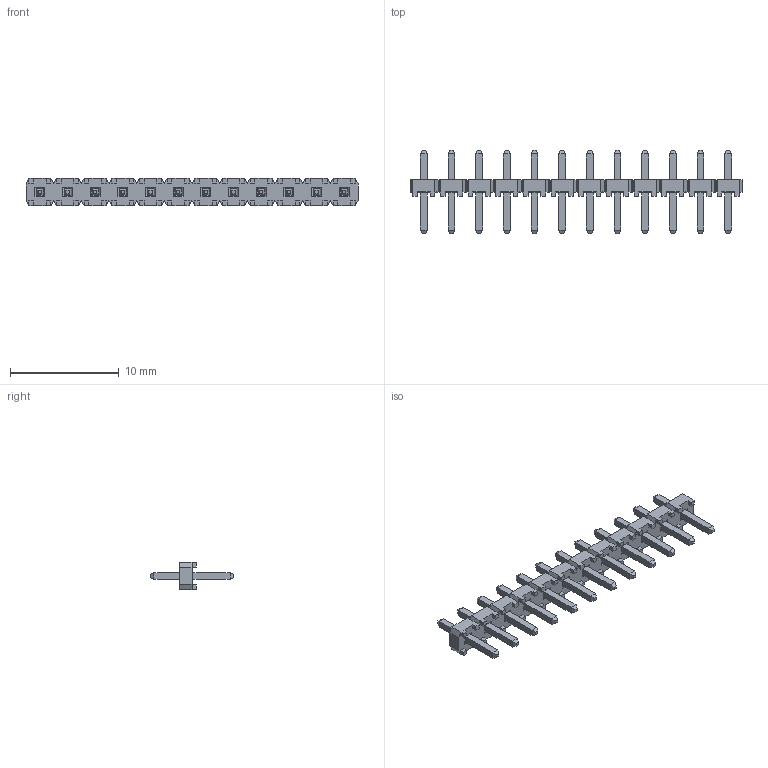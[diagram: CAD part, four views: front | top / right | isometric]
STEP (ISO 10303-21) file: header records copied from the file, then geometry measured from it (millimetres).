
FILE_DESCRIPTION(('CATIA V5 STEP Exchange'),'2;1');
FILE_NAME('TLW-112-06.stp','2015-07-09T11:48:50+00:00',('none'),('none'),'CATIA Version 5 Release 18 GA (IN-10)','CATIA V5 STEP AP203','none');
FILE_SCHEMA(('CONFIG_CONTROL_DESIGN'));
Length unit declared in the file: millimetre
Products named in the file (1): TLW-1XX-01
Bounding box: 30.48 x 7.62 x 2.49 mm (x, y, z)
Volume: 116.2 mm3; surface area: 464 mm2
Topology: 1 solids, 1 shells, 580 faces, 1482 edges, 928 vertices
Faces by surface type: plane 580
Entity records: 15518 total; most frequent: ORIENTED_EDGE 2964, CARTESIAN_POINT 2701, DIRECTION 2062, VECTOR 1482, EDGE_CURVE 1482, LINE 1482, VERTEX_POINT 928, EDGE_LOOP 604
